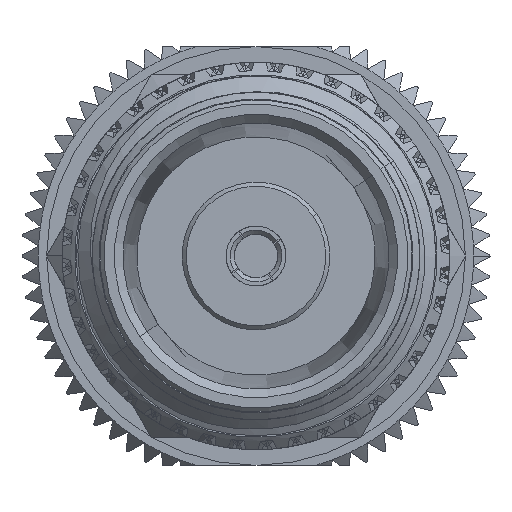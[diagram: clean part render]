
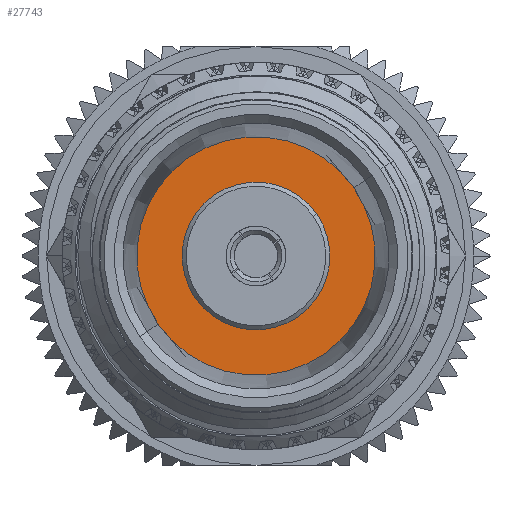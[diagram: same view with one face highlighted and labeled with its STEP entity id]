
A CAD part, left-side view. The second image highlights one B-rep face of the part: STEP entity #27743.
In plain terms, the highlighted planar face has unit normal (-1, 0, 0).
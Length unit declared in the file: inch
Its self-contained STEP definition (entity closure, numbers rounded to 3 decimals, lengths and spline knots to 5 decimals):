
#261 = EDGE_CURVE ( 'NONE', #843, #69472, #41942, .T. ) ;
#843 = VERTEX_POINT ( 'NONE', #35617 ) ;
#2701 = DIRECTION ( 'NONE',  ( 0., 0., 1. ) ) ;
#5821 = DIRECTION ( 'NONE',  ( -1., 0., 0. ) ) ;
#9521 = EDGE_LOOP ( 'NONE', ( #71577, #39815 ) ) ;
#10474 = CARTESIAN_POINT ( 'NONE',  ( 0.33, 0., 0. ) ) ;
#11883 = DIRECTION ( 'NONE',  ( -1., 0., 0. ) ) ;
#14214 = AXIS2_PLACEMENT_3D ( 'NONE', #10474, #47636, #29960 ) ;
#16612 = CARTESIAN_POINT ( 'NONE',  ( 0.33, 0., 0. ) ) ;
#17187 = EDGE_LOOP ( 'NONE', ( #55623, #50765 ) ) ;
#17798 = DIRECTION ( 'NONE',  ( 0., 0., 1. ) ) ;
#19902 = DIRECTION ( 'NONE',  ( -1., 0., 0. ) ) ;
#21316 = AXIS2_PLACEMENT_3D ( 'NONE', #38080, #55946, #61765 ) ;
#24352 = AXIS2_PLACEMENT_3D ( 'NONE', #25098, #19902, #2701 ) ;
#25098 = CARTESIAN_POINT ( 'NONE',  ( 0.33, 0., 0. ) ) ;
#25251 = EDGE_CURVE ( 'NONE', #52678, #68216, #49512, .T. ) ;
#27743 = ADVANCED_FACE ( 'NONE', ( #42226, #57705 ), #53518, .T. ) ;
#29960 = DIRECTION ( 'NONE',  ( 0., 0., 1. ) ) ;
#35617 = CARTESIAN_POINT ( 'NONE',  ( 0.33, 0., -0.14521 ) ) ;
#36180 = AXIS2_PLACEMENT_3D ( 'NONE', #16612, #5821, #75210 ) ;
#38080 = CARTESIAN_POINT ( 'NONE',  ( 0.33, 0., 0. ) ) ;
#39815 = ORIENTED_EDGE ( 'NONE', *, *, #61746, .F. ) ;
#41942 = CIRCLE ( 'NONE', #24352, 0.14521 ) ;
#42226 = FACE_BOUND ( 'NONE', #9521, .T. ) ;
#44673 = CIRCLE ( 'NONE', #21316, 0.14521 ) ;
#47079 = CARTESIAN_POINT ( 'NONE',  ( 0.33, 0., 0.09 ) ) ;
#47636 = DIRECTION ( 'NONE',  ( -1., 0., 0. ) ) ;
#49512 = CIRCLE ( 'NONE', #36180, 0.09 ) ;
#49987 = CARTESIAN_POINT ( 'NONE',  ( 0.33, 0., -0.09 ) ) ;
#50765 = ORIENTED_EDGE ( 'NONE', *, *, #261, .T. ) ;
#52678 = VERTEX_POINT ( 'NONE', #49987 ) ;
#53518 = PLANE ( 'NONE',  #14214 ) ;
#55623 = ORIENTED_EDGE ( 'NONE', *, *, #66525, .T. ) ;
#55946 = DIRECTION ( 'NONE',  ( -1., 0., 0. ) ) ;
#57187 = AXIS2_PLACEMENT_3D ( 'NONE', #75857, #11883, #17798 ) ;
#57705 = FACE_OUTER_BOUND ( 'NONE', #17187, .T. ) ;
#61746 = EDGE_CURVE ( 'NONE', #68216, #52678, #67823, .T. ) ;
#61765 = DIRECTION ( 'NONE',  ( 0., 0., 1. ) ) ;
#66525 = EDGE_CURVE ( 'NONE', #69472, #843, #44673, .T. ) ;
#67823 = CIRCLE ( 'NONE', #57187, 0.09 ) ;
#68141 = CARTESIAN_POINT ( 'NONE',  ( 0.33, 0., 0.14521 ) ) ;
#68216 = VERTEX_POINT ( 'NONE', #47079 ) ;
#69472 = VERTEX_POINT ( 'NONE', #68141 ) ;
#71577 = ORIENTED_EDGE ( 'NONE', *, *, #25251, .F. ) ;
#75210 = DIRECTION ( 'NONE',  ( 0., 0., 1. ) ) ;
#75857 = CARTESIAN_POINT ( 'NONE',  ( 0.33, 0., 0. ) ) ;
